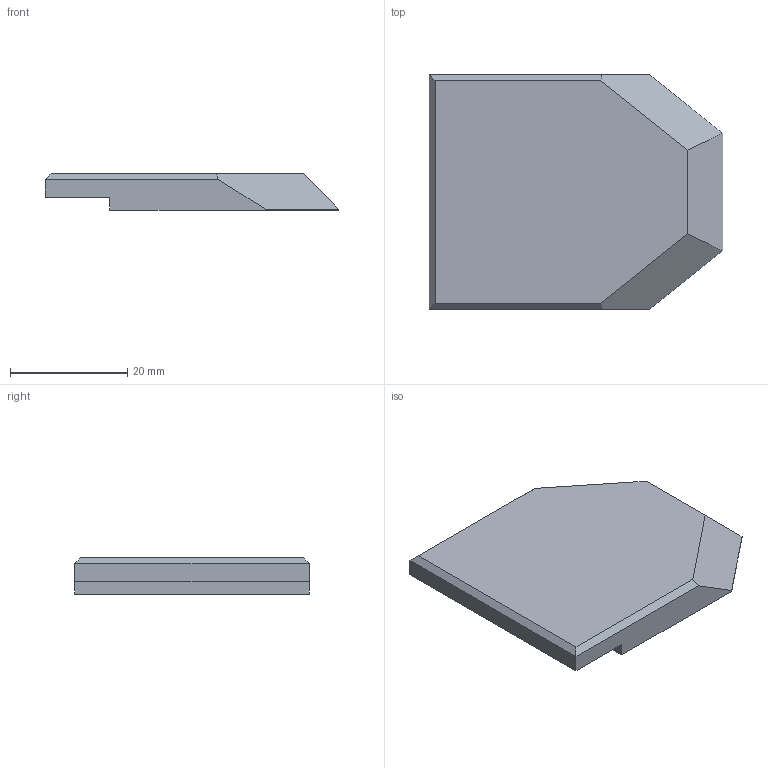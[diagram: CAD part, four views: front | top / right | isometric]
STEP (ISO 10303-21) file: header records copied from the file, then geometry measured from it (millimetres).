
FILE_DESCRIPTION(/* description */ (''),/* implementation_level */ '2;1');
FILE_NAME(/* name */ 'MagLatch.step',/* time_stamp */ '2021-11-09T21:37:46+01:00',/* author */ (''),/* organization */ (''),/* preprocessor_version */ 'ST-DEVELOPER v18.1',/* originating_system */ 'Autodesk Translation Framework v10.10.0.1391',/* authorisation */ '');
FILE_SCHEMA (('AUTOMOTIVE_DESIGN { 1 0 10303 214 3 1 1 }'));
Length unit declared in the file: millimetre
Products named in the file (1): SW_Magnetic_Clip
Bounding box: 50 x 40 x 6.2 mm (x, y, z)
Volume: 9397.3 mm3; surface area: 4612.6 mm2
Topology: 1 solids, 1 shells, 22 faces, 47 edges, 30 vertices
Faces by surface type: plane 19, cylinder 3
Full cylindrical faces by diameter (mm): 6 x3
Entity records: 618 total; most frequent: CARTESIAN_POINT 100, DIRECTION 99, ORIENTED_EDGE 94, EDGE_CURVE 47, LINE 41, VECTOR 41, VERTEX_POINT 30, AXIS2_PLACEMENT_3D 29
